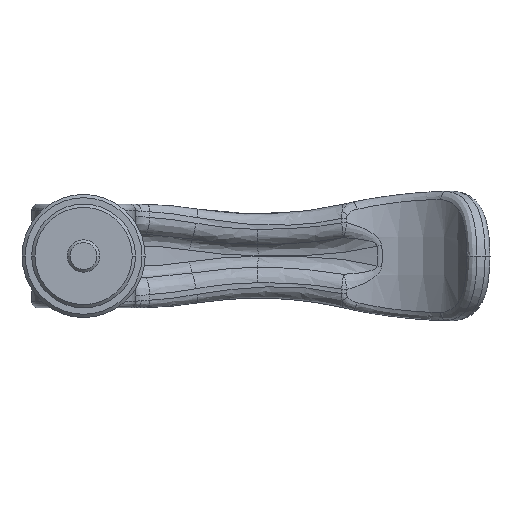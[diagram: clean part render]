
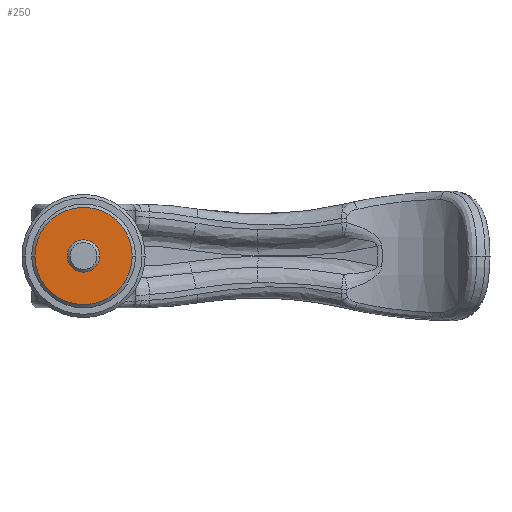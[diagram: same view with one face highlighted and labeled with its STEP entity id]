
A CAD part, front view. The second image highlights one B-rep face of the part: STEP entity #250.
In plain terms, the highlighted planar face has unit normal (0, -1, 0).
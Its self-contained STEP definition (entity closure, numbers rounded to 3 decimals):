
#250=ADVANCED_FACE('',(#607,#608),#609,.T.);
#607=FACE_BOUND('',#1087,.T.);
#608=FACE_OUTER_BOUND('',#1088,.T.);
#609=PLANE('',#1089);
#1087=EDGE_LOOP('',(#8160,#8161));
#1088=EDGE_LOOP('',(#8162,#8163));
#1089=AXIS2_PLACEMENT_3D('',#8164,#8165,#8166);
#8160=ORIENTED_EDGE('',*,*,#9069,.T.);
#8161=ORIENTED_EDGE('',*,*,#9078,.T.);
#8162=ORIENTED_EDGE('',*,*,#9027,.T.);
#8163=ORIENTED_EDGE('',*,*,#9114,.T.);
#8164=CARTESIAN_POINT('',(3.75,0.,0.0));
#8165=DIRECTION('',(0.,-1.0,0.0));
#8166=DIRECTION('',(0.0,0.0,-1.0));
#9027=EDGE_CURVE('',#9546,#9550,#9552,.T.);
#9069=EDGE_CURVE('',#9617,#9621,#9623,.T.);
#9078=EDGE_CURVE('',#9621,#9617,#9634,.T.);
#9114=EDGE_CURVE('',#9550,#9546,#9674,.T.);
#9546=VERTEX_POINT('',#10299);
#9550=VERTEX_POINT('',#10304);
#9552=CIRCLE('',#10307,7.5);
#9617=VERTEX_POINT('',#10406);
#9621=VERTEX_POINT('',#10411);
#9623=CIRCLE('',#10414,2.5);
#9634=CIRCLE('',#10427,2.5);
#9674=CIRCLE('',#10489,7.5);
#10299=CARTESIAN_POINT('',(7.5,0.,0.0));
#10304=CARTESIAN_POINT('',(-7.5,0.,0.));
#10307=AXIS2_PLACEMENT_3D('',#14132,#14133,#14134);
#10406=CARTESIAN_POINT('',(2.5,0.0,0.0));
#10411=CARTESIAN_POINT('',(-2.5,0.,0.));
#10414=AXIS2_PLACEMENT_3D('',#14192,#14193,#14194);
#10427=AXIS2_PLACEMENT_3D('',#14206,#14207,#14208);
#10489=AXIS2_PLACEMENT_3D('',#14249,#14250,#14251);
#14132=CARTESIAN_POINT('',(0.,0.,0.0));
#14133=DIRECTION('',(0.,-1.0,0.0));
#14134=DIRECTION('',(1.0,0.,0.0));
#14192=CARTESIAN_POINT('',(0.0,0.0,0.0));
#14193=DIRECTION('',(0.,1.0,0.0));
#14194=DIRECTION('',(1.0,0.,0.0));
#14206=CARTESIAN_POINT('',(0.0,0.0,0.0));
#14207=DIRECTION('',(0.,1.0,0.0));
#14208=DIRECTION('',(1.0,0.,0.0));
#14249=CARTESIAN_POINT('',(0.,0.,0.0));
#14250=DIRECTION('',(0.,-1.0,0.0));
#14251=DIRECTION('',(1.0,0.,0.0));
